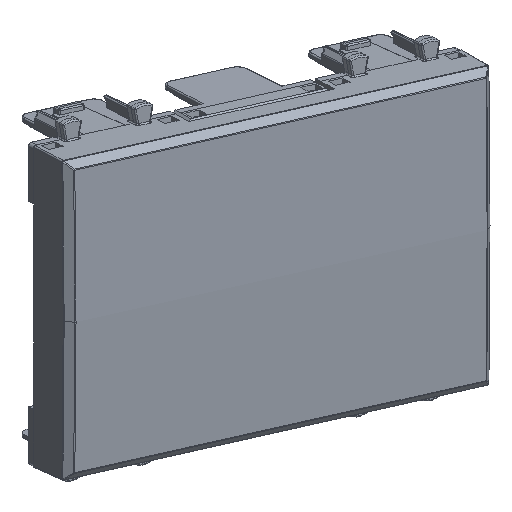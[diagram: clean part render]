
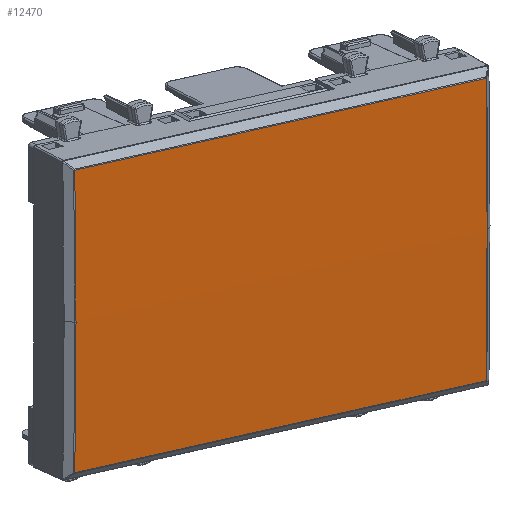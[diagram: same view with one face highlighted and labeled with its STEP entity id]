
A CAD part, top view. The second image highlights one B-rep face of the part: STEP entity #12470.
In plain terms, the highlighted cylindrical face has radius 825.133 mm (diameter 1650.27 mm), a partial arc.
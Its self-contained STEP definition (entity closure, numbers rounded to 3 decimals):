
#12411=CARTESIAN_POINT('Axis2P3D Location',(0.,16.813,-815.858)) ;
#12417=CARTESIAN_POINT('Control Point',(-21.066,32.24,9.006)) ;
#12418=CARTESIAN_POINT('Control Point',(-14.045,32.235,9.185)) ;
#12419=CARTESIAN_POINT('Control Point',(-7.023,32.233,9.275)) ;
#12420=CARTESIAN_POINT('Control Point',(0.,32.233,9.275)) ;
#12421=CARTESIAN_POINT('Vertex',(0.,32.233,9.275)) ;
#12423=CARTESIAN_POINT('Vertex',(-21.066,32.24,9.006)) ;
#12426=CARTESIAN_POINT('Line Origine',(-21.066,16.813,9.006)) ;
#12430=CARTESIAN_POINT('Vertex',(-21.066,-32.24,9.006)) ;
#12434=CARTESIAN_POINT('Control Point',(-21.066,-32.24,9.006)) ;
#12435=CARTESIAN_POINT('Control Point',(-14.045,-32.235,9.185)) ;
#12436=CARTESIAN_POINT('Control Point',(-7.023,-32.233,9.275)) ;
#12437=CARTESIAN_POINT('Control Point',(0.,-32.233,9.275)) ;
#12438=CARTESIAN_POINT('Vertex',(0.,-32.233,9.275)) ;
#12442=CARTESIAN_POINT('Control Point',(21.066,-32.24,9.006)) ;
#12443=CARTESIAN_POINT('Control Point',(14.045,-32.235,9.185)) ;
#12444=CARTESIAN_POINT('Control Point',(7.023,-32.233,9.275)) ;
#12445=CARTESIAN_POINT('Control Point',(0.,-32.233,9.275)) ;
#12446=CARTESIAN_POINT('Vertex',(21.066,-32.24,9.006)) ;
#12449=CARTESIAN_POINT('Line Origine',(21.066,16.813,9.006)) ;
#12453=CARTESIAN_POINT('Vertex',(21.066,32.24,9.006)) ;
#12457=CARTESIAN_POINT('Control Point',(21.066,32.24,9.006)) ;
#12458=CARTESIAN_POINT('Control Point',(14.045,32.235,9.185)) ;
#12459=CARTESIAN_POINT('Control Point',(7.023,32.233,9.275)) ;
#12460=CARTESIAN_POINT('Control Point',(0.,32.233,9.275)) ;
#12412=DIRECTION('Axis2P3D Direction',(0.,1.,0.)) ;
#12413=DIRECTION('Axis2P3D XDirection',(-0.027,0.,1.)) ;
#12427=DIRECTION('Vector Direction',(0.,1.,0.)) ;
#12450=DIRECTION('Vector Direction',(0.,1.,0.)) ;
#12414=AXIS2_PLACEMENT_3D('Cylinder Axis2P3D',#12411,#12412,#12413) ;
#12463=ORIENTED_EDGE('',*,*,#12425,.T.) ;
#12464=ORIENTED_EDGE('',*,*,#12432,.F.) ;
#12465=ORIENTED_EDGE('',*,*,#12440,.F.) ;
#12466=ORIENTED_EDGE('',*,*,#12448,.T.) ;
#12467=ORIENTED_EDGE('',*,*,#12455,.T.) ;
#12468=ORIENTED_EDGE('',*,*,#12461,.F.) ;
#12428=VECTOR('Line Direction',#12427,1.) ;
#12451=VECTOR('Line Direction',#12450,1.) ;
#12470=ADVANCED_FACE('PartBody',(#12469),#12415,.T.) ;
#12416=B_SPLINE_CURVE_WITH_KNOTS('',3,(#12417,#12418,#12419,#12420),.UNSPECIFIED.,.F.,.U.,(4,4),(9.722,46.196),.UNSPECIFIED.) ;
#12433=B_SPLINE_CURVE_WITH_KNOTS('',3,(#12434,#12435,#12436,#12437),.UNSPECIFIED.,.F.,.U.,(4,4),(9.722,46.196),.UNSPECIFIED.) ;
#12441=B_SPLINE_CURVE_WITH_KNOTS('',3,(#12442,#12443,#12444,#12445),.UNSPECIFIED.,.F.,.U.,(4,4),(9.722,46.196),.UNSPECIFIED.) ;
#12456=B_SPLINE_CURVE_WITH_KNOTS('',3,(#12457,#12458,#12459,#12460),.UNSPECIFIED.,.F.,.U.,(4,4),(9.722,46.196),.UNSPECIFIED.) ;
#12415=CYLINDRICAL_SURFACE('generated cylinder',#12414,825.133) ;
#12425=EDGE_CURVE('',#12422,#12424,#12416,.F.) ;
#12432=EDGE_CURVE('',#12431,#12424,#12429,.T.) ;
#12440=EDGE_CURVE('',#12439,#12431,#12433,.F.) ;
#12448=EDGE_CURVE('',#12439,#12447,#12441,.F.) ;
#12455=EDGE_CURVE('',#12447,#12454,#12452,.T.) ;
#12461=EDGE_CURVE('',#12422,#12454,#12456,.F.) ;
#12462=EDGE_LOOP('',(#12463,#12464,#12465,#12466,#12467,#12468)) ;
#12469=FACE_OUTER_BOUND('',#12462,.T.) ;
#12429=LINE('Line',#12426,#12428) ;
#12452=LINE('Line',#12449,#12451) ;
#12422=VERTEX_POINT('',#12421) ;
#12424=VERTEX_POINT('',#12423) ;
#12431=VERTEX_POINT('',#12430) ;
#12439=VERTEX_POINT('',#12438) ;
#12447=VERTEX_POINT('',#12446) ;
#12454=VERTEX_POINT('',#12453) ;
